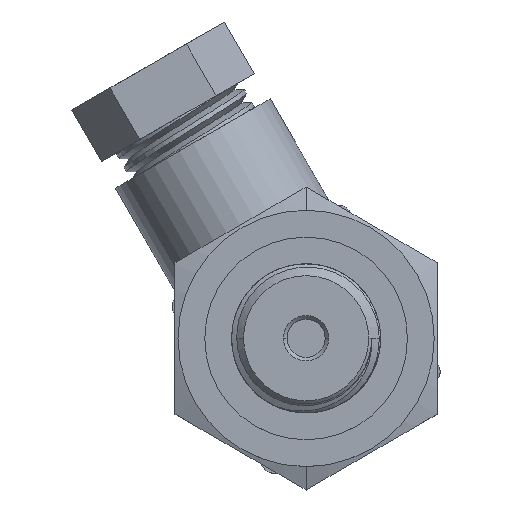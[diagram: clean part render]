
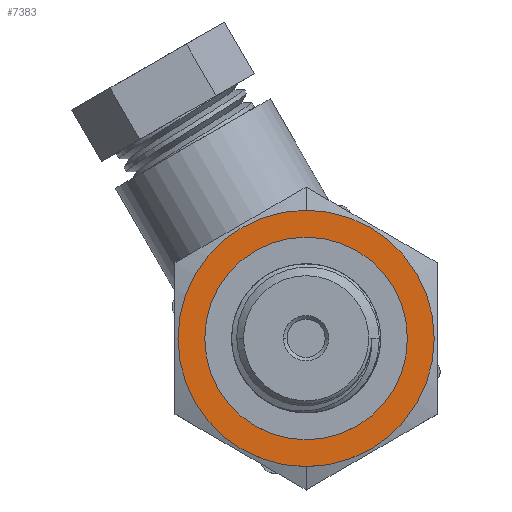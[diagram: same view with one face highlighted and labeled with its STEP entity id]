
A CAD part, top view. The second image highlights one B-rep face of the part: STEP entity #7383.
In plain terms, the highlighted planar face has unit normal (0, 0, 1).
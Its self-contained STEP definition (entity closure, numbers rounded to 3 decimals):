
#694 = VERTEX_POINT ( 'NONE', #6458 ) ;
#859 = CARTESIAN_POINT ( 'NONE',  ( 0., 0., 30. ) ) ;
#948 = EDGE_CURVE ( 'NONE', #5770, #694, #7142, .T. ) ;
#1052 = DIRECTION ( 'NONE',  ( 0., 0., -1. ) ) ;
#1327 = ORIENTED_EDGE ( 'NONE', *, *, #3052, .F. ) ;
#1410 = CARTESIAN_POINT ( 'NONE',  ( 8.5, 0., 30. ) ) ;
#1636 = DIRECTION ( 'NONE',  ( 0., 0., 1. ) ) ;
#1719 = DIRECTION ( 'NONE',  ( 0., 0., -1. ) ) ;
#2166 = CARTESIAN_POINT ( 'NONE',  ( 0., 0., 30. ) ) ;
#2365 = DIRECTION ( 'NONE',  ( -1., 0., 0. ) ) ;
#2822 = DIRECTION ( 'NONE',  ( 0., 0., -1. ) ) ;
#2841 = AXIS2_PLACEMENT_3D ( 'NONE', #859, #2822, #5448 ) ;
#2978 = DIRECTION ( 'NONE',  ( 1., 0., 0. ) ) ;
#3052 = EDGE_CURVE ( 'NONE', #694, #5770, #7563, .T. ) ;
#3349 = CARTESIAN_POINT ( 'NONE',  ( 10.75, 0., 30. ) ) ;
#3437 = EDGE_LOOP ( 'NONE', ( #6208, #6140 ) ) ;
#3520 = FACE_BOUND ( 'NONE', #3437, .T. ) ;
#3586 = EDGE_CURVE ( 'NONE', #7739, #7710, #6416, .T. ) ;
#3722 = CARTESIAN_POINT ( 'NONE',  ( 0., 0., 30. ) ) ;
#4105 = PLANE ( 'NONE',  #6567 ) ;
#4422 = EDGE_CURVE ( 'NONE', #7710, #7739, #6926, .T. ) ;
#4482 = DIRECTION ( 'NONE',  ( 1., 0., 0. ) ) ;
#5256 = EDGE_LOOP ( 'NONE', ( #1327, #6107 ) ) ;
#5317 = CARTESIAN_POINT ( 'NONE',  ( -8.5, 0., 30. ) ) ;
#5448 = DIRECTION ( 'NONE',  ( 1., 0., 0. ) ) ;
#5754 = DIRECTION ( 'NONE',  ( 0., 0., -1. ) ) ;
#5770 = VERTEX_POINT ( 'NONE', #3349 ) ;
#6107 = ORIENTED_EDGE ( 'NONE', *, *, #948, .F. ) ;
#6140 = ORIENTED_EDGE ( 'NONE', *, *, #4422, .T. ) ;
#6208 = ORIENTED_EDGE ( 'NONE', *, *, #3586, .T. ) ;
#6416 = CIRCLE ( 'NONE', #6591, 8.5 ) ;
#6458 = CARTESIAN_POINT ( 'NONE',  ( -10.75, 0., 30. ) ) ;
#6567 = AXIS2_PLACEMENT_3D ( 'NONE', #2166, #1636, #2978 ) ;
#6591 = AXIS2_PLACEMENT_3D ( 'NONE', #8317, #5754, #4482 ) ;
#6923 = FACE_OUTER_BOUND ( 'NONE', #5256, .T. ) ;
#6926 = CIRCLE ( 'NONE', #2841, 8.5 ) ;
#6963 = DIRECTION ( 'NONE',  ( -1., 0., 0. ) ) ;
#7093 = AXIS2_PLACEMENT_3D ( 'NONE', #3722, #1052, #6963 ) ;
#7142 = CIRCLE ( 'NONE', #8016, 10.75 ) ;
#7383 = ADVANCED_FACE ( 'NONE', ( #6923, #3520 ), #4105, .T. ) ;
#7563 = CIRCLE ( 'NONE', #7093, 10.75 ) ;
#7710 = VERTEX_POINT ( 'NONE', #5317 ) ;
#7739 = VERTEX_POINT ( 'NONE', #1410 ) ;
#8016 = AXIS2_PLACEMENT_3D ( 'NONE', #8226, #1719, #2365 ) ;
#8226 = CARTESIAN_POINT ( 'NONE',  ( 0., 0., 30. ) ) ;
#8317 = CARTESIAN_POINT ( 'NONE',  ( 0., 0., 30. ) ) ;
